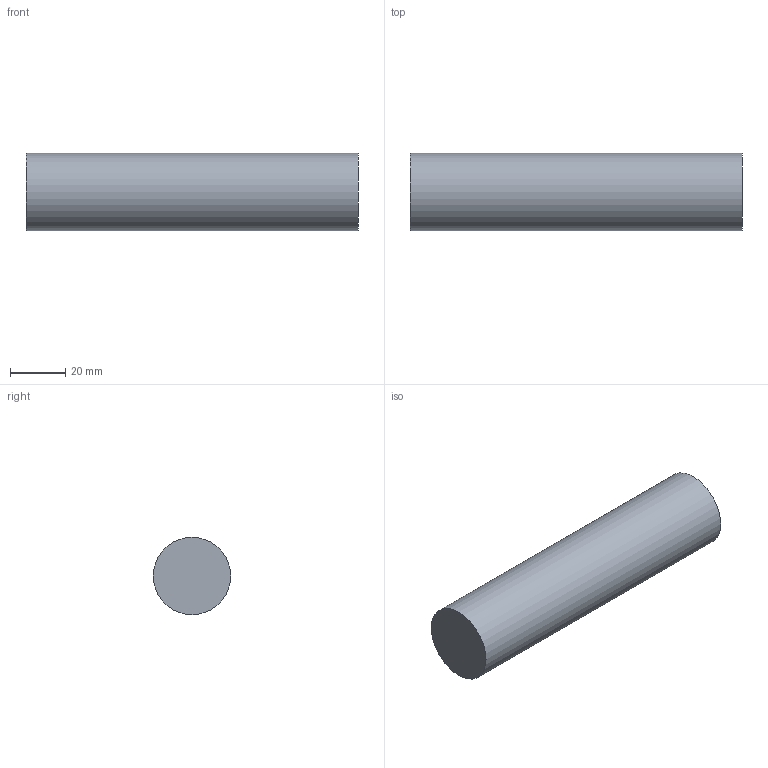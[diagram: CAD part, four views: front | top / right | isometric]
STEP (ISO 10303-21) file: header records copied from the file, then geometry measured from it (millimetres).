
FILE_DESCRIPTION(/* description */ ('Unknown'),/* implementation_level */ '2;1');
FILE_NAME(/* name */ '32168000',/* time_stamp */ '2022-08-26T13:38:30+02:00',/* author */ ('Unknown'),/* organization */ ('GROHE AG'),/* preprocessor_version */ 'ST-DEVELOPER v16.7',/* originating_system */ 'DEX',/* authorisation */ $);
FILE_SCHEMA (('AUTOMOTIVE_DESIGN {1 0 10303 214 3 1 1}'));
Length unit declared in the file: millimetre
Products named in the file (3): 32168000; id44
Assembly tree (2 placements, depth 2):
  32168000
    32168000
    id44
Bounding box: 120 x 28 x 28 mm (x, y, z)
Volume: 73890.3 mm3; surface area: 11787.3 mm2
Topology: 1 solids, 1 shells, 3 faces, 3 edges, 2 vertices
Faces by surface type: plane 2, cylinder 1
Full cylindrical faces by diameter (mm): 28 x1
Entity records: 122 total; most frequent: DIRECTION 16, CARTESIAN_POINT 10, AXIS2_PLACEMENT_3D 8, PRODUCT_DEFINITION_SHAPE 5, ORIENTED_EDGE 4, EDGE_LOOP 4, FACE_BOUND 4, ADVANCED_FACE 3
